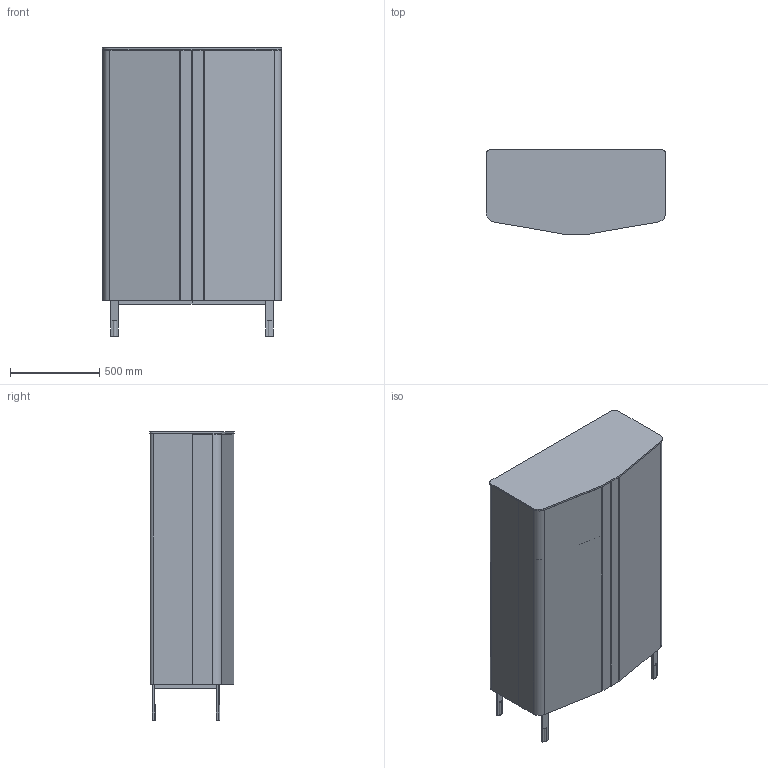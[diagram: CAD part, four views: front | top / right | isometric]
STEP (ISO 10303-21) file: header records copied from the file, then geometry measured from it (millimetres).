
FILE_DESCRIPTION(/* description */ (''),/* implementation_level */ '2;1');
FILE_NAME(/* name */ 'PLIE-2~1',/* time_stamp */ '2021-07-07T12:43:10+02:00',/* author */ (''),/* organization */ (''),/* preprocessor_version */ 'ST-DEVELOPER v16.5',/* originating_system */ '',/* authorisation */ '');
FILE_SCHEMA (('AUTOMOTIVE_DESIGN'));
Length unit declared in the file: millimetre
Products named in the file (1): Document
Bounding box: 1006 x 475 x 1618 mm (x, y, z)
Volume: 72410942.7 mm3; surface area: 13731531.2 mm2
Topology: 14 solids, 20 shells, 198 faces, 510 edges, 340 vertices
Faces by surface type: bspline 120, plane 78
Entity records: 5593 total; most frequent: CARTESIAN_POINT 2525, ORIENTED_EDGE 988, EDGE_CURVE 510, VERTEX_POINT 340, ADVANCED_FACE 198, FACE_OUTER_BOUND 198, EDGE_LOOP 198, B_SPLINE_CURVE_WITH_KNOTS 154
